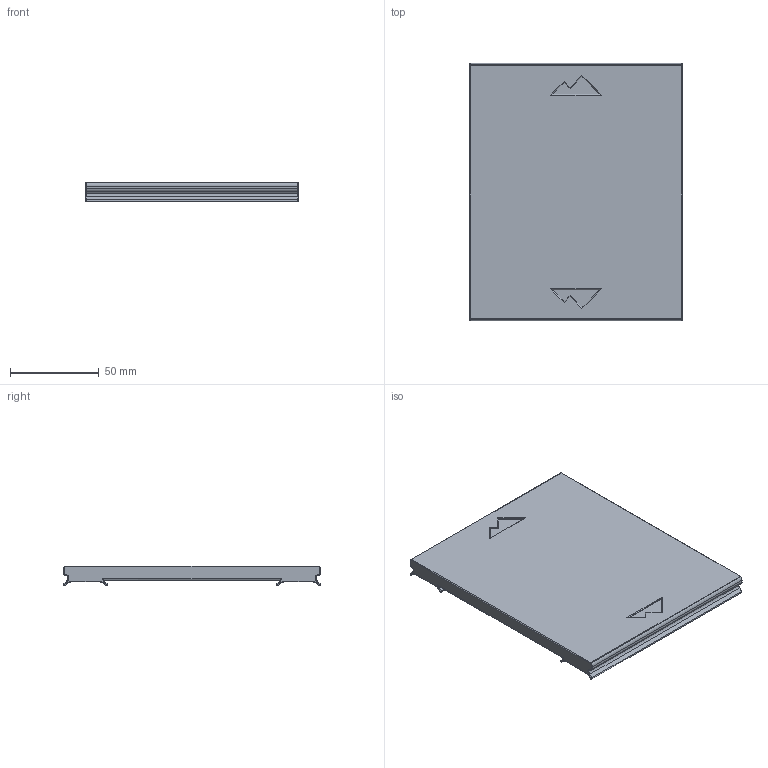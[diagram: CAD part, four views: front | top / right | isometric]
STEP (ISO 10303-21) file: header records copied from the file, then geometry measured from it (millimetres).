
FILE_DESCRIPTION (( 'STEP AP214' ), '1' );
FILE_NAME ('lid blank.STEP', '2023-09-16T21:48:24', ( '' ), ( '' ), 'SwSTEP 2.0', 'SolidWorks 2021', '' );
FILE_SCHEMA (( 'AUTOMOTIVE_DESIGN' ));
Length unit declared in the file: millimetre
Products named in the file (1): lid blank
Bounding box: 120 x 145 x 11 mm (x, y, z)
Volume: 44026.4 mm3; surface area: 49211.3 mm2
Topology: 1 solids, 1 shells, 629 faces, 1497 edges, 818 vertices
Faces by surface type: cylinder 268, plane 143, torus 132, bspline 78, sphere 8
Entity records: 19866 total; most frequent: CARTESIAN_POINT 6218, DIRECTION 2911, ORIENTED_EDGE 2882, EDGE_CURVE 1441, AXIS2_PLACEMENT_3D 1139, VERTEX_POINT 818, EDGE_LOOP 633, LINE 633
